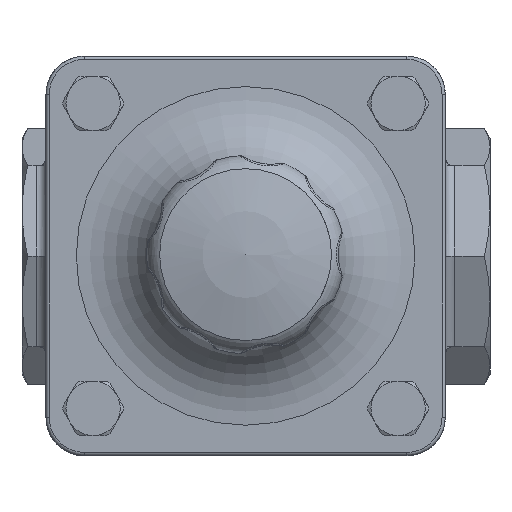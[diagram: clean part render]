
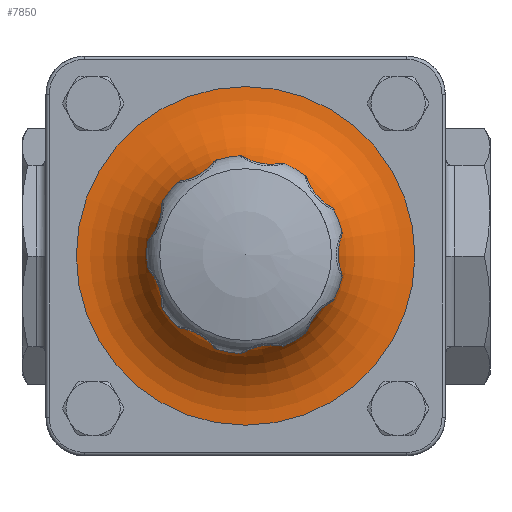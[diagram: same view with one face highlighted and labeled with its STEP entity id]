
A CAD part, top view. The second image highlights one B-rep face of the part: STEP entity #7850.
In plain terms, the highlighted toroidal (fillet/blend) face has major radius 53 mm and minor radius 25 mm.
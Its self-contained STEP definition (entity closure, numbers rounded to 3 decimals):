
#7823=CARTESIAN_POINT('',(71.5,0.,88.5));
#7824=DIRECTION('',(0.,0.,-1.0));
#7825=DIRECTION('',(-1.0,0.0,0.0));
#7826=AXIS2_PLACEMENT_3D('',#7823,#7824,#7825);
#7827=TOROIDAL_SURFACE('',#7826,53.,25.0);
#7828=CARTESIAN_POINT('',(99.5,0.,88.5));
#7829=VERTEX_POINT('',#7828);
#7830=CARTESIAN_POINT('',(71.5,0.,88.5));
#7831=DIRECTION('',(0.0,0.0,-1.0));
#7832=DIRECTION('',(-1.0,0.0,0.0));
#7833=AXIS2_PLACEMENT_3D('',#7830,#7831,#7832);
#7834=CIRCLE('',#7833,28.);
#7835=EDGE_CURVE('',#7829,#7829,#7834,.T.);
#7836=ORIENTED_EDGE('',*,*,#7835,.T.);
#7837=EDGE_LOOP('',(#7836));
#7838=FACE_OUTER_BOUND('',#7837,.T.);
#7839=CARTESIAN_POINT('',(124.5,0.,63.5));
#7840=VERTEX_POINT('',#7839);
#7841=CARTESIAN_POINT('',(71.5,0.,63.5));
#7842=DIRECTION('',(0.0,0.0,1.0));
#7843=DIRECTION('',(-1.0,0.0,0.0));
#7844=AXIS2_PLACEMENT_3D('',#7841,#7842,#7843);
#7845=CIRCLE('',#7844,53.);
#7846=EDGE_CURVE('',#7840,#7840,#7845,.T.);
#7847=ORIENTED_EDGE('',*,*,#7846,.T.);
#7848=EDGE_LOOP('',(#7847));
#7849=FACE_BOUND('',#7848,.T.);
#7850=ADVANCED_FACE('',(#7838,#7849),#7827,.F.);
